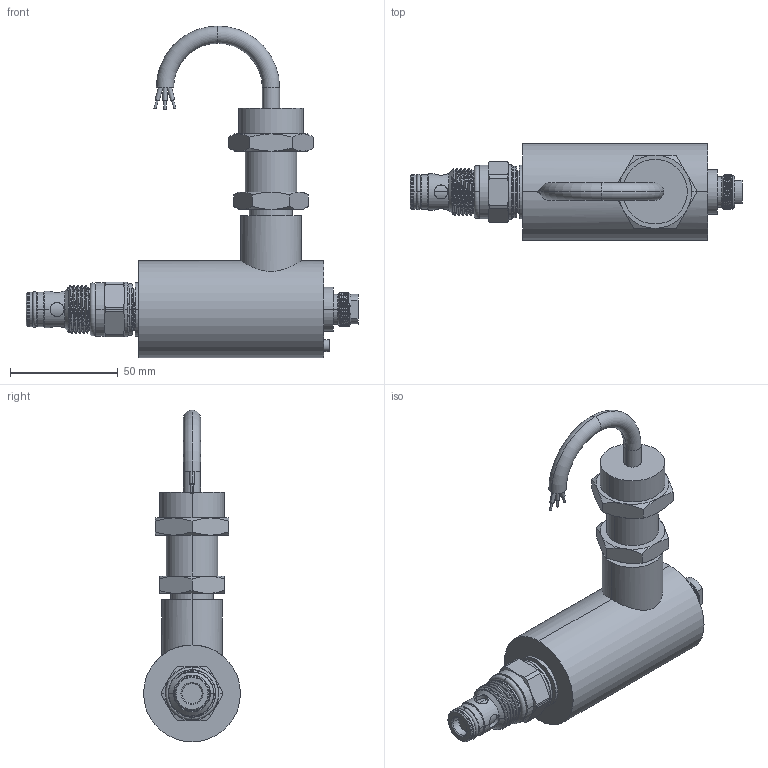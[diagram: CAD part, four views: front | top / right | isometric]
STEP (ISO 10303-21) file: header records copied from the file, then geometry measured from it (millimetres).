
FILE_DESCRIPTION (( 'STEP AP203' ), '1' );
FILE_NAME ('EP10W2E02N.STEP', '2023-11-08T07:49:12', ( '' ), ( '' ), 'SwSTEP 2.0', 'SolidWorks 2018', '' );
FILE_SCHEMA (( 'CONFIG_CONTROL_DESIGN' ));
Length unit declared in the file: millimetre
Products named in the file (1): EP10W2E02N
Bounding box: 154.15 x 45 x 154.07 mm (x, y, z)
Volume: 208772.3 mm3; surface area: 32490.2 mm2
Topology: 2 solids, 2 shells, 248 faces, 565 edges, 348 vertices
Faces by surface type: cylinder 106, plane 55, cone 54, torus 18, bspline 15
Entity records: 13598 total; most frequent: CARTESIAN_POINT 8237, ORIENTED_EDGE 1130, DIRECTION 1075, EDGE_CURVE 565, AXIS2_PLACEMENT_3D 457, VERTEX_POINT 348, EDGE_LOOP 277, ADVANCED_FACE 248
